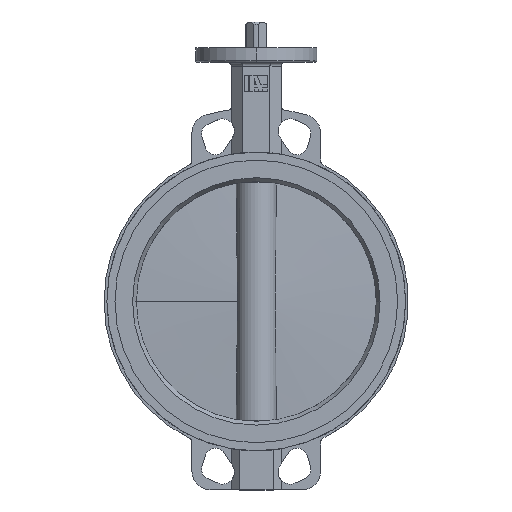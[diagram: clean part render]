
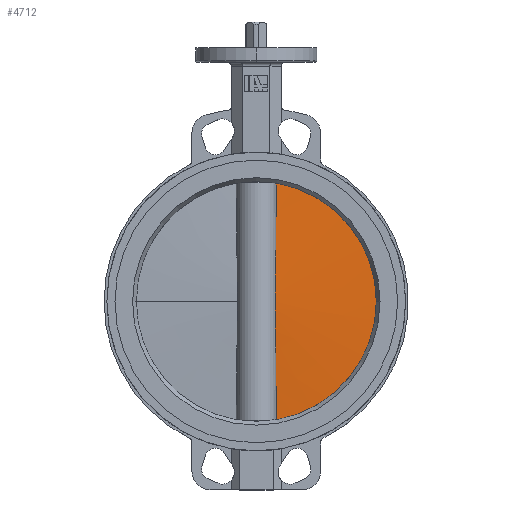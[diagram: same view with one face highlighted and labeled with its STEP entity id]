
A CAD part, top view. The second image highlights one B-rep face of the part: STEP entity #4712.
In plain terms, the highlighted conical face has half-angle 87.331 degrees and reference radius 21452.9 mm.
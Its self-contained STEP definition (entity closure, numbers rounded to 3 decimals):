
#24 = DIRECTION ( 'NONE',  ( 0., 0., 1. ) ) ;
#29 = CARTESIAN_POINT ( 'NONE',  ( -990., 0., 0. ) ) ;
#30 = DIRECTION ( 'NONE',  ( -1., 0., 0. ) ) ;
#231 = CARTESIAN_POINT ( 'NONE',  ( 3.044, 0., 0. ) ) ;
#232 = DIRECTION ( 'NONE',  ( 1., 0., 0. ) ) ;
#233 = DIRECTION ( 'NONE',  ( 0., 0., -1. ) ) ;
#632 = FACE_OUTER_BOUND ( 'NONE', #2354, .T. ) ;
#638 = CONICAL_SURFACE ( 'NONE', #5536, 21452.862, 1.524 ) ;
#700 = CIRCLE ( 'NONE', #5578, 149.233 ) ;
#1226 = CARTESIAN_POINT ( 'NONE',  ( 3.044, 0., 0. ) ) ;
#1227 = DIRECTION ( 'NONE',  ( 1., 0., 0. ) ) ;
#1228 = CARTESIAN_POINT ( 'NONE',  ( 3.044, -147.155, -24.814 ) ) ;
#1229 = DIRECTION ( 'NONE',  ( 0., 0., -1. ) ) ;
#1232 = CARTESIAN_POINT ( 'NONE',  ( 3.608, -134.894, -24.745 ) ) ;
#1241 = CARTESIAN_POINT ( 'NONE',  ( 4.17, -122.633, -24.656 ) ) ;
#1243 = CARTESIAN_POINT ( 'NONE',  ( 5.288, -98.111, -24.441 ) ) ;
#1245 = CARTESIAN_POINT ( 'NONE',  ( 5.844, -85.851, -24.314 ) ) ;
#1247 = CARTESIAN_POINT ( 'NONE',  ( 6.662, -67.459, -24.098 ) ) ;
#1249 = CARTESIAN_POINT ( 'NONE',  ( 6.932, -61.329, -24.021 ) ) ;
#1251 = CARTESIAN_POINT ( 'NONE',  ( 7.459, -49.067, -23.863 ) ) ;
#1253 = CARTESIAN_POINT ( 'NONE',  ( 7.717, -42.936, -23.78 ) ) ;
#1254 = CARTESIAN_POINT ( 'NONE',  ( 8.202, -30.673, -23.618 ) ) ;
#1255 = CARTESIAN_POINT ( 'NONE',  ( 8.431, -24.54, -23.536 ) ) ;
#1257 = CARTESIAN_POINT ( 'NONE',  ( 8.789, -12.271, -23.405 ) ) ;
#1259 = CARTESIAN_POINT ( 'NONE',  ( 8.911, -6.135, -23.358 ) ) ;
#1261 = CARTESIAN_POINT ( 'NONE',  ( 8.911, 6.137, -23.358 ) ) ;
#1263 = CARTESIAN_POINT ( 'NONE',  ( 8.788, 12.274, -23.405 ) ) ;
#1265 = CARTESIAN_POINT ( 'NONE',  ( 8.431, 24.543, -23.536 ) ) ;
#1267 = CARTESIAN_POINT ( 'NONE',  ( 8.202, 30.675, -23.618 ) ) ;
#1269 = CARTESIAN_POINT ( 'NONE',  ( 7.717, 42.938, -23.781 ) ) ;
#1271 = CARTESIAN_POINT ( 'NONE',  ( 7.459, 49.069, -23.863 ) ) ;
#1273 = CARTESIAN_POINT ( 'NONE',  ( 6.932, 61.33, -24.021 ) ) ;
#1275 = CARTESIAN_POINT ( 'NONE',  ( 6.662, 67.461, -24.098 ) ) ;
#1276 = CARTESIAN_POINT ( 'NONE',  ( 5.844, 85.852, -24.314 ) ) ;
#1278 = CARTESIAN_POINT ( 'NONE',  ( 5.288, 98.112, -24.441 ) ) ;
#1280 = CARTESIAN_POINT ( 'NONE',  ( 4.17, 122.634, -24.656 ) ) ;
#1281 = CARTESIAN_POINT ( 'NONE',  ( 3.608, 134.894, -24.745 ) ) ;
#1283 = CARTESIAN_POINT ( 'NONE',  ( 3.044, 147.155, -24.814 ) ) ;
#2354 = EDGE_LOOP ( 'NONE', ( #4220, #4280, #4360 ) ) ;
#3366 = CIRCLE ( 'NONE', #5470, 149.233 ) ;
#3423 = EDGE_CURVE ( 'NONE', #6861, #6885, #3366, .T. ) ;
#4220 = ORIENTED_EDGE ( 'NONE', *, *, #5091, .F. ) ;
#4280 = ORIENTED_EDGE ( 'NONE', *, *, #3423, .T. ) ;
#4360 = ORIENTED_EDGE ( 'NONE', *, *, #5070, .T. ) ;
#4712 = ADVANCED_FACE ( 'NONE', ( #632 ), #638, .T. ) ;
#4843 = B_SPLINE_CURVE_WITH_KNOTS ( 'NONE', 3,
 ( #1228, #1232, #1241, #1243, #1245, #1247, #1249, #1251, #1253, #1254, #1255, #1257, #1259, #1261, #1263, #1265, #1267, #1269, #1271, #1273, #1275, #1276, #1278, #1280, #1281, #1283 ),
 .UNSPECIFIED., .F., .F.,
 ( 4, 2, 2, 2, 2, 2, 2, 2, 2, 2, 2, 2, 4 ),
 ( -0.132, -0.096, -0.059, -0.04, -0.022, -0.004, 0.015, 0.033, 0.052, 0.07, 0.088, 0.125, 0.162 ),
 .UNSPECIFIED. ) ;
#5070 = EDGE_CURVE ( 'NONE', #6885, #6876, #700, .T. ) ;
#5091 = EDGE_CURVE ( 'NONE', #6861, #6876, #4843, .T. ) ;
#5470 = AXIS2_PLACEMENT_3D ( 'NONE', #1226, #1227, #1229 ) ;
#5536 = AXIS2_PLACEMENT_3D ( 'NONE', #29, #30, #24 ) ;
#5578 = AXIS2_PLACEMENT_3D ( 'NONE', #231, #232, #233 ) ;
#5891 = CARTESIAN_POINT ( 'NONE',  ( 3.044, -147.155, -24.814 ) ) ;
#5904 = CARTESIAN_POINT ( 'NONE',  ( 3.044, 147.155, -24.814 ) ) ;
#5913 = CARTESIAN_POINT ( 'NONE',  ( 3.044, 0., -149.233 ) ) ;
#6861 = VERTEX_POINT ( 'NONE', #5891 ) ;
#6876 = VERTEX_POINT ( 'NONE', #5904 ) ;
#6885 = VERTEX_POINT ( 'NONE', #5913 ) ;
